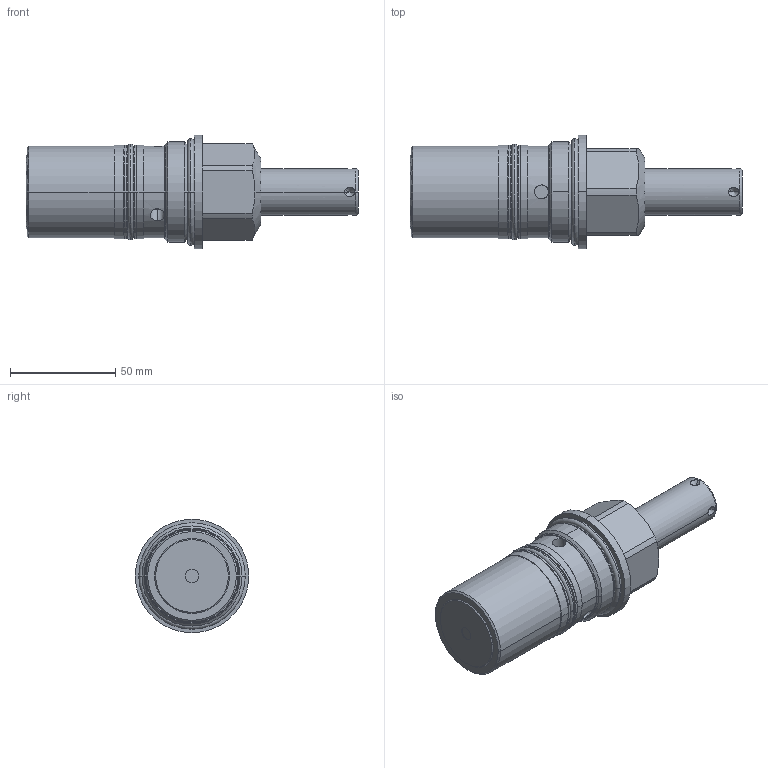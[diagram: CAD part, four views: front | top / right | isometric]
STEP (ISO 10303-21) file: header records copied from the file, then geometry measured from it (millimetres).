
FILE_DESCRIPTION((''),'2;1');
FILE_NAME('ILC15111302S','2023-03-06T10:08:14',('Jweaver'),(''),'CREO PARAMETRIC BY PTC INC, 2021164','CREO PARAMETRIC BY PTC INC, 2021164','');
FILE_SCHEMA(('AUTOMOTIVE_DESIGN { 1 0 10303 214 1 1 1 1 }'));
Length unit declared in the file: inch
Products named in the file (1): ILC15111302S
Bounding box: 157.86 x 53.98 x 53.98 mm (x, y, z)
Volume: 187295.4 mm3; surface area: 30776.7 mm2
Topology: 3 solids, 5 shells, 102 faces, 234 edges, 145 vertices
Faces by surface type: cylinder 46, plane 26, cone 20, torus 10
Entity records: 4541 total; most frequent: CARTESIAN_POINT 839, DIRECTION 570, ORIENTED_EDGE 440, PRESENTATION_STYLE_ASSIGNMENT 274, STYLED_ITEM 245, CURVE_STYLE 240, AXIS2_PLACEMENT_3D 236, EDGE_CURVE 224
